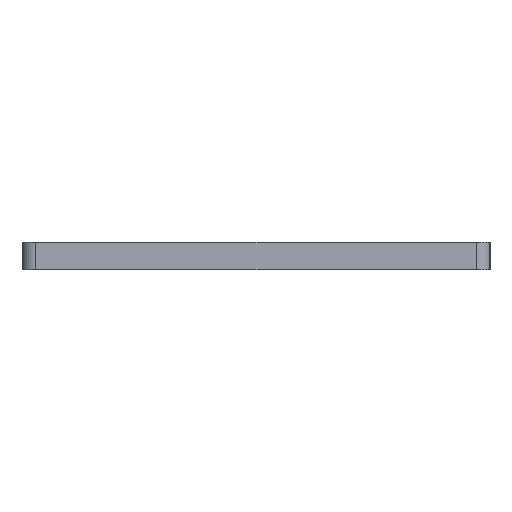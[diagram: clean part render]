
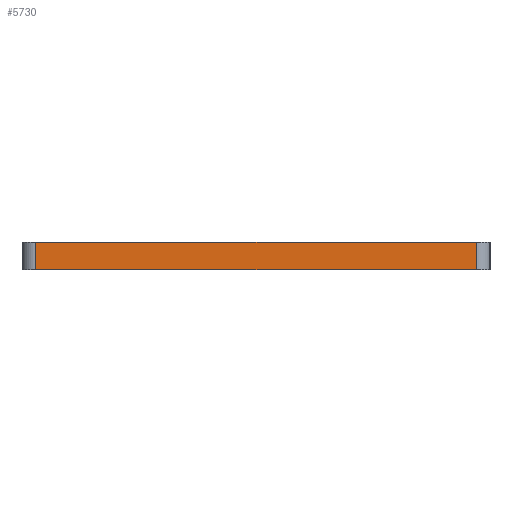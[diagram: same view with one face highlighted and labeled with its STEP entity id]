
A CAD part, left-side view. The second image highlights one B-rep face of the part: STEP entity #5730.
In plain terms, the highlighted planar face has unit normal (-1, 0, 0).
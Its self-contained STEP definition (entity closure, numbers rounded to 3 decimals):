
#73 = PLANE('',#74);
#74 = AXIS2_PLACEMENT_3D('',#75,#76,#77);
#75 = CARTESIAN_POINT('',(209.55,21.59,-2.5));
#76 = DIRECTION('',(0.,0.,1.));
#77 = DIRECTION('',(1.,0.,-0.));
#132 = PLANE('',#133);
#133 = AXIS2_PLACEMENT_3D('',#134,#135,#136);
#134 = CARTESIAN_POINT('',(209.55,21.59,0.));
#135 = DIRECTION('',(0.,0.,1.));
#136 = DIRECTION('',(1.,0.,-0.));
#169 = CYLINDRICAL_SURFACE('',#170,1.27);
#170 = AXIS2_PLACEMENT_3D('',#171,#172,#173);
#171 = CARTESIAN_POINT('',(1.27,41.91,0.));
#172 = DIRECTION('',(-0.,0.,1.));
#173 = DIRECTION('',(1.,0.,-0.));
#306 = VERTEX_POINT('',#307);
#307 = CARTESIAN_POINT('',(0.,41.91,0.));
#333 = EDGE_CURVE('',#334,#306,#336,.T.);
#334 = VERTEX_POINT('',#335);
#335 = CARTESIAN_POINT('',(0.,1.27,0.));
#336 = SURFACE_CURVE('',#337,(#341,#348),.PCURVE_S1.);
#337 = LINE('',#338,#339);
#338 = CARTESIAN_POINT('',(0.,1.27,0.));
#339 = VECTOR('',#340,1.);
#340 = DIRECTION('',(0.,1.,0.));
#341 = PCURVE('',#132,#342);
#342 = DEFINITIONAL_REPRESENTATION('',(#343),#347);
#343 = LINE('',#344,#345);
#344 = CARTESIAN_POINT('',(-209.55,-20.32));
#345 = VECTOR('',#346,1.);
#346 = DIRECTION('',(0.,1.));
#347 = ( GEOMETRIC_REPRESENTATION_CONTEXT(2) 
PARAMETRIC_REPRESENTATION_CONTEXT() REPRESENTATION_CONTEXT('2D SPACE',''
  ) );
#348 = PCURVE('',#349,#354);
#349 = PLANE('',#350);
#350 = AXIS2_PLACEMENT_3D('',#351,#352,#353);
#351 = CARTESIAN_POINT('',(0.,1.27,0.));
#352 = DIRECTION('',(1.,-0.,0.));
#353 = DIRECTION('',(0.,1.,0.));
#354 = DEFINITIONAL_REPRESENTATION('',(#355),#359);
#355 = LINE('',#356,#357);
#356 = CARTESIAN_POINT('',(0.,0.));
#357 = VECTOR('',#358,1.);
#358 = DIRECTION('',(1.,0.));
#359 = ( GEOMETRIC_REPRESENTATION_CONTEXT(2) 
PARAMETRIC_REPRESENTATION_CONTEXT() REPRESENTATION_CONTEXT('2D SPACE',''
  ) );
#382 = CYLINDRICAL_SURFACE('',#383,1.27);
#383 = AXIS2_PLACEMENT_3D('',#384,#385,#386);
#384 = CARTESIAN_POINT('',(1.27,1.27,0.));
#385 = DIRECTION('',(-0.,0.,1.));
#386 = DIRECTION('',(1.,0.,-0.));
#3243 = VERTEX_POINT('',#3244);
#3244 = CARTESIAN_POINT('',(0.,41.91,-2.5));
#3270 = EDGE_CURVE('',#3271,#3243,#3273,.T.);
#3271 = VERTEX_POINT('',#3272);
#3272 = CARTESIAN_POINT('',(0.,1.27,-2.5));
#3273 = SURFACE_CURVE('',#3274,(#3278,#3285),.PCURVE_S1.);
#3274 = LINE('',#3275,#3276);
#3275 = CARTESIAN_POINT('',(0.,1.27,-2.5));
#3276 = VECTOR('',#3277,1.);
#3277 = DIRECTION('',(0.,1.,0.));
#3278 = PCURVE('',#73,#3279);
#3279 = DEFINITIONAL_REPRESENTATION('',(#3280),#3284);
#3280 = LINE('',#3281,#3282);
#3281 = CARTESIAN_POINT('',(-209.55,-20.32));
#3282 = VECTOR('',#3283,1.);
#3283 = DIRECTION('',(0.,1.));
#3284 = ( GEOMETRIC_REPRESENTATION_CONTEXT(2) 
PARAMETRIC_REPRESENTATION_CONTEXT() REPRESENTATION_CONTEXT('2D SPACE',''
  ) );
#3285 = PCURVE('',#349,#3286);
#3286 = DEFINITIONAL_REPRESENTATION('',(#3287),#3291);
#3287 = LINE('',#3288,#3289);
#3288 = CARTESIAN_POINT('',(0.,-2.5));
#3289 = VECTOR('',#3290,1.);
#3290 = DIRECTION('',(1.,0.));
#3291 = ( GEOMETRIC_REPRESENTATION_CONTEXT(2) 
PARAMETRIC_REPRESENTATION_CONTEXT() REPRESENTATION_CONTEXT('2D SPACE',''
  ) );
#5680 = EDGE_CURVE('',#306,#3243,#5681,.T.);
#5681 = SURFACE_CURVE('',#5682,(#5686,#5693),.PCURVE_S1.);
#5682 = LINE('',#5683,#5684);
#5683 = CARTESIAN_POINT('',(0.,41.91,0.));
#5684 = VECTOR('',#5685,1.);
#5685 = DIRECTION('',(0.,0.,-1.));
#5686 = PCURVE('',#169,#5687);
#5687 = DEFINITIONAL_REPRESENTATION('',(#5688),#5692);
#5688 = LINE('',#5689,#5690);
#5689 = CARTESIAN_POINT('',(-3.142,0.));
#5690 = VECTOR('',#5691,1.);
#5691 = DIRECTION('',(-0.,-1.));
#5692 = ( GEOMETRIC_REPRESENTATION_CONTEXT(2) 
PARAMETRIC_REPRESENTATION_CONTEXT() REPRESENTATION_CONTEXT('2D SPACE',''
  ) );
#5693 = PCURVE('',#349,#5694);
#5694 = DEFINITIONAL_REPRESENTATION('',(#5695),#5699);
#5695 = LINE('',#5696,#5697);
#5696 = CARTESIAN_POINT('',(40.64,0.));
#5697 = VECTOR('',#5698,1.);
#5698 = DIRECTION('',(0.,-1.));
#5699 = ( GEOMETRIC_REPRESENTATION_CONTEXT(2) 
PARAMETRIC_REPRESENTATION_CONTEXT() REPRESENTATION_CONTEXT('2D SPACE',''
  ) );
#5730 = ADVANCED_FACE('',(#5731),#349,.F.);
#5731 = FACE_BOUND('',#5732,.F.);
#5732 = EDGE_LOOP('',(#5733,#5754,#5755,#5756));
#5733 = ORIENTED_EDGE('',*,*,#5734,.T.);
#5734 = EDGE_CURVE('',#334,#3271,#5735,.T.);
#5735 = SURFACE_CURVE('',#5736,(#5740,#5747),.PCURVE_S1.);
#5736 = LINE('',#5737,#5738);
#5737 = CARTESIAN_POINT('',(0.,1.27,0.));
#5738 = VECTOR('',#5739,1.);
#5739 = DIRECTION('',(0.,0.,-1.));
#5740 = PCURVE('',#349,#5741);
#5741 = DEFINITIONAL_REPRESENTATION('',(#5742),#5746);
#5742 = LINE('',#5743,#5744);
#5743 = CARTESIAN_POINT('',(0.,0.));
#5744 = VECTOR('',#5745,1.);
#5745 = DIRECTION('',(0.,-1.));
#5746 = ( GEOMETRIC_REPRESENTATION_CONTEXT(2) 
PARAMETRIC_REPRESENTATION_CONTEXT() REPRESENTATION_CONTEXT('2D SPACE',''
  ) );
#5747 = PCURVE('',#382,#5748);
#5748 = DEFINITIONAL_REPRESENTATION('',(#5749),#5753);
#5749 = LINE('',#5750,#5751);
#5750 = CARTESIAN_POINT('',(-3.142,0.));
#5751 = VECTOR('',#5752,1.);
#5752 = DIRECTION('',(-0.,-1.));
#5753 = ( GEOMETRIC_REPRESENTATION_CONTEXT(2) 
PARAMETRIC_REPRESENTATION_CONTEXT() REPRESENTATION_CONTEXT('2D SPACE',''
  ) );
#5754 = ORIENTED_EDGE('',*,*,#3270,.T.);
#5755 = ORIENTED_EDGE('',*,*,#5680,.F.);
#5756 = ORIENTED_EDGE('',*,*,#333,.F.);
